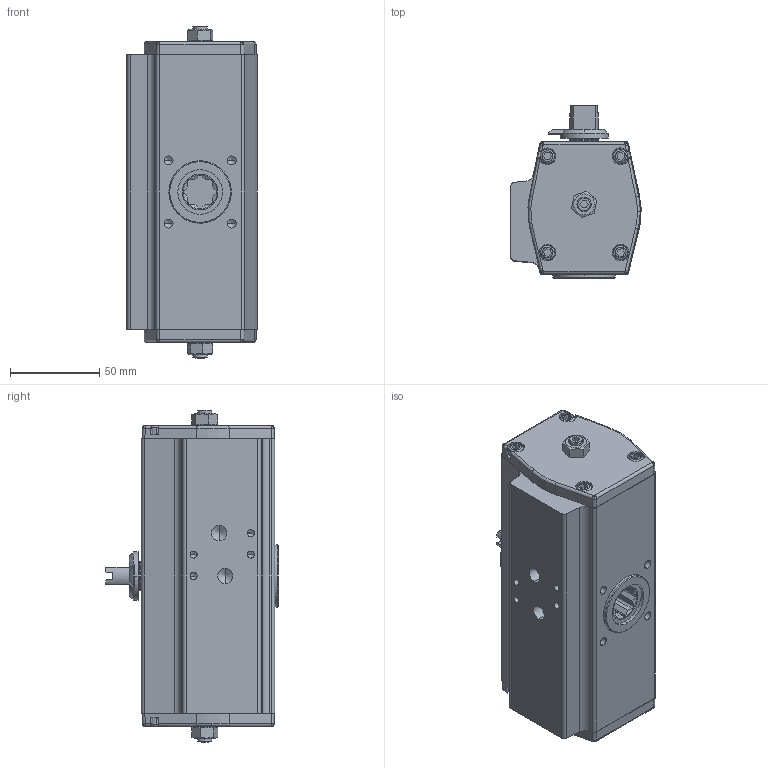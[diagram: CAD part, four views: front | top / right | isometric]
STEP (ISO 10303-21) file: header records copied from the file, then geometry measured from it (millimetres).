
FILE_DESCRIPTION (( 'STEP AP203' ), '1' );
FILE_NAME ('009675.STEP', '2018-02-14T08:56:25', ( '' ), ( '' ), 'SwSTEP 2.0', 'SolidWorks 2018', '' );
FILE_SCHEMA (( 'CONFIG_CONTROL_DESIGN' ));
Length unit declared in the file: millimetre
Products named in the file (1): 009675
Bounding box: 72.93 x 96.64 x 186 mm (x, y, z)
Volume: 793325.3 mm3; surface area: 65916.5 mm2
Topology: 1 solids, 11 shells, 493 faces, 1278 edges, 820 vertices
Faces by surface type: plane 205, cylinder 141, cone 107, bspline 40
Entity records: 18947 total; most frequent: CARTESIAN_POINT 7164, ORIENTED_EDGE 2496, DIRECTION 2354, EDGE_CURVE 1248, AXIS2_PLACEMENT_3D 882, VERTEX_POINT 820, LINE 590, VECTOR 590
